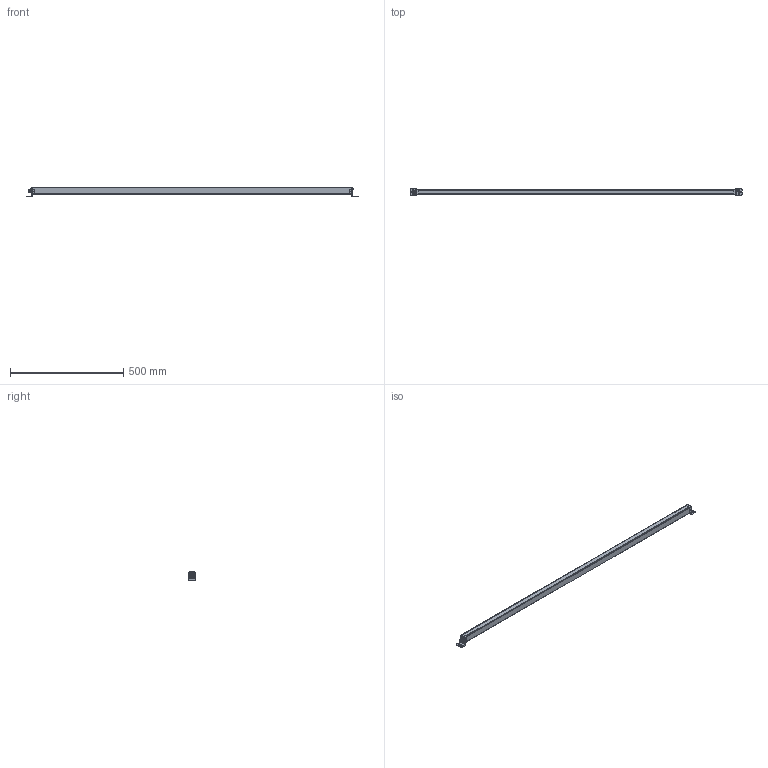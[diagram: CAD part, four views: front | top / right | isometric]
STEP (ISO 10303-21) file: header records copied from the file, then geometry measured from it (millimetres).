
FILE_DESCRIPTION((''),'2;1');
FILE_NAME('244163_SM01_ASM','2024-08-19T08:56:32',('banengservice'),('BANNER ENGINEERING'),'CREO PARAMETRIC BY PTC INC, 2022414','CREO PARAMETRIC BY PTC INC, 2022414','');
FILE_SCHEMA(('CONFIG_CONTROL_DESIGN'));
Length unit declared in the file: millimetre
Products named in the file (2): 244163_EP01; 244163_SM01_ASM
Assembly tree (1 placements, depth 2):
  244163_SM01_ASM
    244163_EP01
Bounding box: 1468.3 x 31.75 x 42.57 mm (x, y, z)
Volume: 1119607.2 mm3; surface area: 174526 mm2
Topology: 7 solids, 7 shells, 888 faces, 2319 edges, 1437 vertices
Faces by surface type: cylinder 358, plane 291, cone 90, torus 78, bspline 39, sphere 32
Entity records: 41874 total; most frequent: CARTESIAN_POINT 19921, DIRECTION 4697, ORIENTED_EDGE 4590, EDGE_CURVE 2295, AXIS2_PLACEMENT_3D 1825, VERTEX_POINT 1437, VECTOR 1047, LINE 1047
